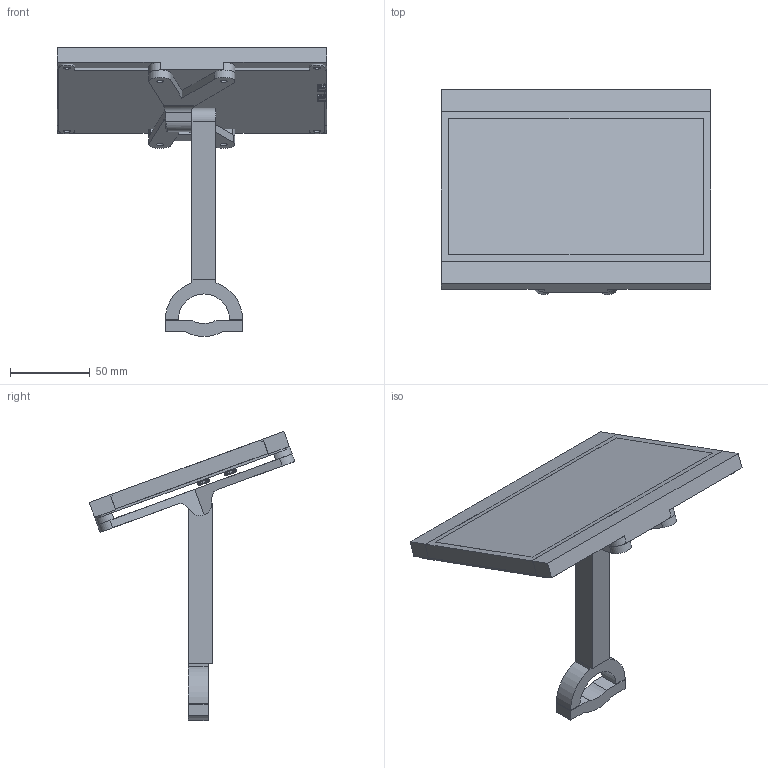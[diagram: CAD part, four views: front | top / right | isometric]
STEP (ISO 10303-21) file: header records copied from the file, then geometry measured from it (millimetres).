
FILE_DESCRIPTION(/* description */ (''),/* implementation_level */ '2;1');
FILE_NAME(/* name */ '7 Inch monitor mount.step',/* time_stamp */ '2021-04-05T14:56:28+01:00',/* author */ (''),/* organization */ (''),/* preprocessor_version */ 'ST-DEVELOPER v18.1',/* originating_system */ 'Autodesk Translation Framework v9.10.0.1330',/* authorisation */ '');
FILE_SCHEMA (('AUTOMOTIVE_DESIGN { 1 0 10303 214 3 1 1 }'));
Length unit declared in the file: millimetre
Products named in the file (10): Faceplate connection; ArmFemale; ArmMale; MaleRetainer; Head; Monitor; Bracket; ScreenRetainers; FBX_hdmi_socket; Righ angle micro usb v3
Assembly tree (10 placements, depth 3):
  Faceplate connection
    ArmFemale
    ArmMale
    MaleRetainer
    Head
      Monitor
      Bracket
      ScreenRetainers
      FBX_hdmi_socket
      Righ angle micro usb v3  x2
Bounding box: 169.12 x 129.09 x 181.44 mm (x, y, z)
Volume: 297596.9 mm3; surface area: 126543.1 mm2
Topology: 10 solids, 10 shells, 1678 faces, 4712 edges, 3028 vertices
Faces by surface type: plane 1056, cylinder 548, bspline 42, cone 16, torus 8, sphere 8
Full cylindrical faces by diameter (mm): 3.5 x2, 4.2 x21
Entity records: 31499 total; most frequent: CARTESIAN_POINT 7299, ORIENTED_EDGE 5080, DIRECTION 4901, EDGE_CURVE 2540, LINE 1847, VECTOR 1847, VERTEX_POINT 1637, AXIS2_PLACEMENT_3D 1527
